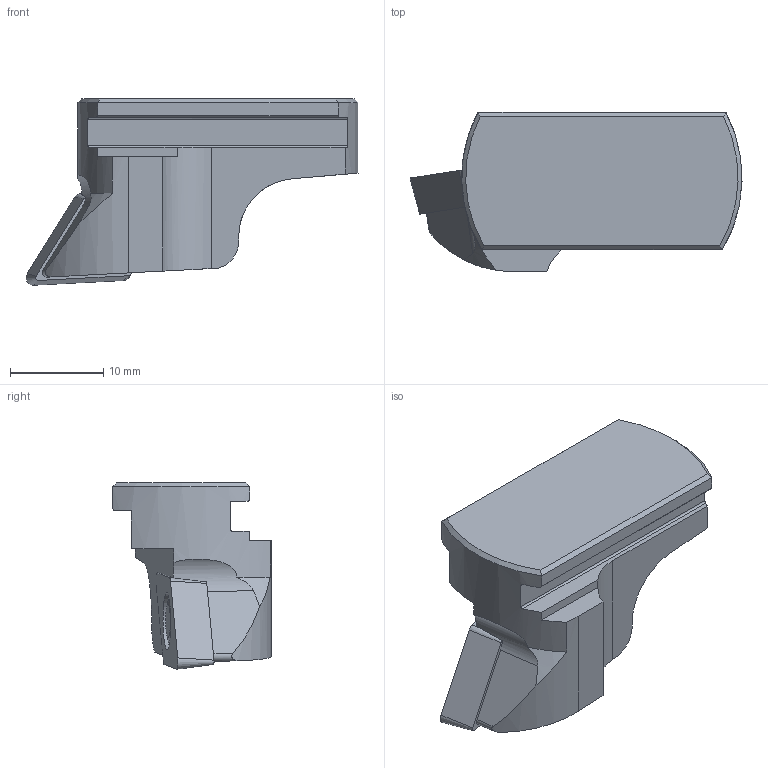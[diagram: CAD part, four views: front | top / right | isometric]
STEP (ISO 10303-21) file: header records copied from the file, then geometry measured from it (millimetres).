
FILE_DESCRIPTION(/* description */ (''),/* implementation_level */ '2;1');
FILE_NAME(/* name */ '1642736348371.stp',/* time_stamp */ '2022-01-21T09:09:41+06:00',/* author */ (''),/* organization */ ('SMS'),/* preprocessor_version */ 'ST-DEVELOPER v16.7',/* originating_system */ 'SIEMENS PLM Software NX 12.0',/* authorisation */ '');
FILE_SCHEMA (('AUTOMOTIVE_DESIGN { 1 0 10303 214 3 1 1 1 }'));
Length unit declared in the file: millimetre
Products named in the file (4): ASSEMBLY_CONSTRUCTION; IsoTurningInsert; 202352799mod000_01; 202352797mod000_01
Assembly tree (3 placements, depth 2):
  202352797mod000_01
    202352799mod000_01
    IsoTurningInsert
    ASSEMBLY_CONSTRUCTION
Bounding box: 35.53 x 17 x 19.96 mm (x, y, z)
Volume: 4875.1 mm3; surface area: 2628.3 mm2
Topology: 2 solids, 2 shells, 62 faces, 163 edges, 115 vertices
Faces by surface type: plane 33, cylinder 13, cone 11, torus 4, sphere 1
Full cylindrical faces by diameter (mm): 4.4 x2, 5.25 x1
Entity records: 2205 total; most frequent: CARTESIAN_POINT 515, DIRECTION 340, ORIENTED_EDGE 294, EDGE_CURVE 147, AXIS2_PLACEMENT_3D 133, VERTEX_POINT 101, EDGE_LOOP 76, LINE 74
